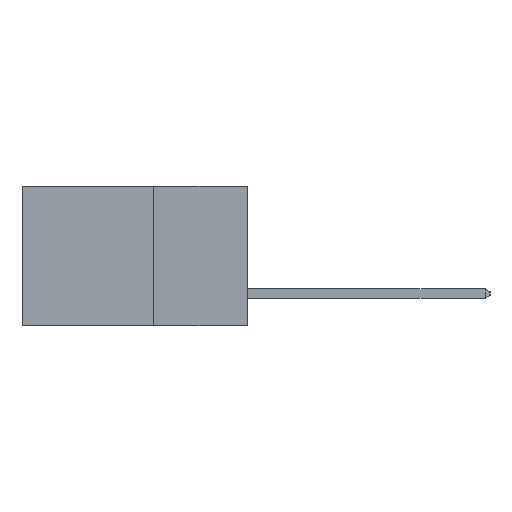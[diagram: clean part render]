
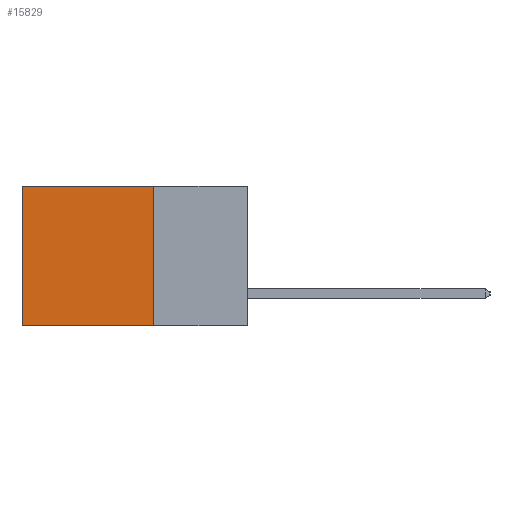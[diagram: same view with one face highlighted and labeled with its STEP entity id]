
A CAD part, left-side view. The second image highlights one B-rep face of the part: STEP entity #15829.
In plain terms, the highlighted planar face has unit normal (-1, 0, 0).
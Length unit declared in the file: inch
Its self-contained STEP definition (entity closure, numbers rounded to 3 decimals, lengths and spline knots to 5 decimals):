
#116 = ORIENTED_EDGE ( 'NONE', *, *, #2837, .T. ) ;
#688 = CARTESIAN_POINT ( 'NONE',  ( 0.298, 0.6, 0. ) ) ;
#918 = DIRECTION ( 'NONE',  ( 0., 1., 0. ) ) ;
#1140 = LINE ( 'NONE', #20184, #19789 ) ;
#1171 = ORIENTED_EDGE ( 'NONE', *, *, #16376, .F. ) ;
#1312 = EDGE_CURVE ( 'NONE', #9892, #13250, #12370, .T. ) ;
#2765 = ORIENTED_EDGE ( 'NONE', *, *, #22546, .T. ) ;
#2837 = EDGE_CURVE ( 'NONE', #21811, #13250, #13166, .T. ) ;
#2897 = CARTESIAN_POINT ( 'NONE',  ( 0.298, 0.25, 0. ) ) ;
#3346 = CARTESIAN_POINT ( 'NONE',  ( 0.298, 0.25, -0.37 ) ) ;
#4552 = DIRECTION ( 'NONE',  ( 0., 0., -1. ) ) ;
#5012 = LINE ( 'NONE', #2897, #15889 ) ;
#6301 = CARTESIAN_POINT ( 'NONE',  ( 0.298, 0.6, -0.37 ) ) ;
#8255 = VECTOR ( 'NONE', #11384, 39.37008 ) ;
#9892 = VERTEX_POINT ( 'NONE', #20242 ) ;
#10912 = AXIS2_PLACEMENT_3D ( 'NONE', #13728, #15520, #4552 ) ;
#11361 = CARTESIAN_POINT ( 'NONE',  ( 0.298, 0.6, 0. ) ) ;
#11384 = DIRECTION ( 'NONE',  ( 0., 0., -1. ) ) ;
#11900 = PLANE ( 'NONE',  #10912 ) ;
#12370 = LINE ( 'NONE', #3346, #12956 ) ;
#12956 = VECTOR ( 'NONE', #918, 39.37008 ) ;
#13166 = LINE ( 'NONE', #11361, #8255 ) ;
#13250 = VERTEX_POINT ( 'NONE', #6301 ) ;
#13728 = CARTESIAN_POINT ( 'NONE',  ( 0.298, 0.25, 0. ) ) ;
#13909 = DIRECTION ( 'NONE',  ( 0., 1., 0. ) ) ;
#15520 = DIRECTION ( 'NONE',  ( 1., 0., 0. ) ) ;
#15829 = ADVANCED_FACE ( 'NONE', ( #18496 ), #11900, .F. ) ;
#15889 = VECTOR ( 'NONE', #13909, 39.37008 ) ;
#16376 = EDGE_CURVE ( 'NONE', #21632, #9892, #1140, .T. ) ;
#18361 = CARTESIAN_POINT ( 'NONE',  ( 0.298, 0.25, 0. ) ) ;
#18496 = FACE_OUTER_BOUND ( 'NONE', #21082, .T. ) ;
#19789 = VECTOR ( 'NONE', #21932, 39.37008 ) ;
#20184 = CARTESIAN_POINT ( 'NONE',  ( 0.298, 0.25, 0. ) ) ;
#20242 = CARTESIAN_POINT ( 'NONE',  ( 0.298, 0.25, -0.37 ) ) ;
#20333 = ORIENTED_EDGE ( 'NONE', *, *, #1312, .F. ) ;
#21082 = EDGE_LOOP ( 'NONE', ( #116, #20333, #1171, #2765 ) ) ;
#21632 = VERTEX_POINT ( 'NONE', #18361 ) ;
#21811 = VERTEX_POINT ( 'NONE', #688 ) ;
#21932 = DIRECTION ( 'NONE',  ( 0., 0., -1. ) ) ;
#22546 = EDGE_CURVE ( 'NONE', #21632, #21811, #5012, .T. ) ;
